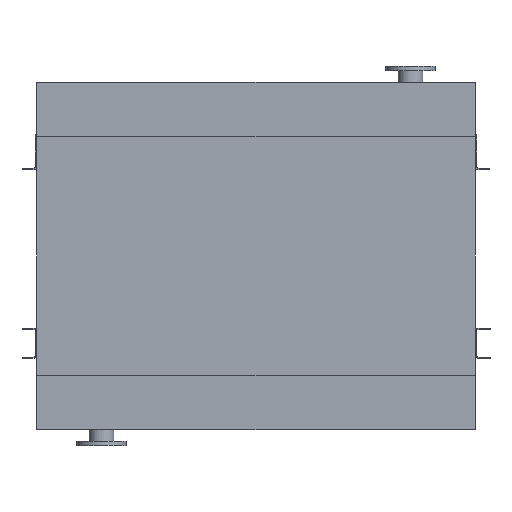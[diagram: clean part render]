
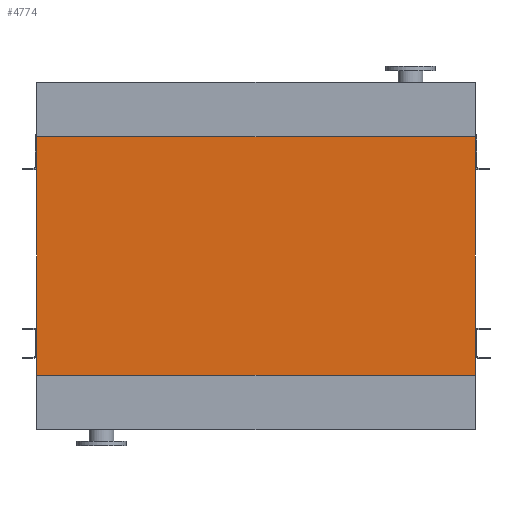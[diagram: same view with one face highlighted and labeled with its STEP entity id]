
A CAD part, front view. The second image highlights one B-rep face of the part: STEP entity #4774.
In plain terms, the highlighted planar face has unit normal (0, -1, 0).
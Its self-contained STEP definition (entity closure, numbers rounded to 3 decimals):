
#178 = VECTOR ( 'NONE', #9510, 1000. ) ;
#836 = EDGE_LOOP ( 'NONE', ( #7036, #8846, #4768, #1330 ) ) ;
#1330 = ORIENTED_EDGE ( 'NONE', *, *, #10300, .T. ) ;
#2305 = CARTESIAN_POINT ( 'NONE',  ( 965., 0., -1050. ) ) ;
#2362 = EDGE_CURVE ( 'NONE', #3806, #12517, #7371, .T. ) ;
#2570 = FACE_OUTER_BOUND ( 'NONE', #836, .T. ) ;
#3404 = DIRECTION ( 'NONE',  ( 1., 0., 0. ) ) ;
#3693 = DIRECTION ( 'NONE',  ( 0., -1., 0. ) ) ;
#3806 = VERTEX_POINT ( 'NONE', #12016 ) ;
#4335 = LINE ( 'NONE', #12286, #11019 ) ;
#4745 = EDGE_CURVE ( 'NONE', #12517, #5688, #11761, .T. ) ;
#4762 = CARTESIAN_POINT ( 'NONE',  ( -965., 0., 0. ) ) ;
#4768 = ORIENTED_EDGE ( 'NONE', *, *, #5320, .T. ) ;
#4774 = ADVANCED_FACE ( 'NONE', ( #2570 ), #9708, .T. ) ;
#5320 = EDGE_CURVE ( 'NONE', #3806, #7399, #4335, .T. ) ;
#5456 = AXIS2_PLACEMENT_3D ( 'NONE', #8647, #3693, #10705 ) ;
#5688 = VERTEX_POINT ( 'NONE', #7068 ) ;
#6976 = LINE ( 'NONE', #7852, #9470 ) ;
#7036 = ORIENTED_EDGE ( 'NONE', *, *, #4745, .F. ) ;
#7068 = CARTESIAN_POINT ( 'NONE',  ( 965., 0., 0. ) ) ;
#7371 = LINE ( 'NONE', #9247, #178 ) ;
#7399 = VERTEX_POINT ( 'NONE', #2305 ) ;
#7852 = CARTESIAN_POINT ( 'NONE',  ( 965., 0., -1050. ) ) ;
#8016 = VECTOR ( 'NONE', #9779, 1000. ) ;
#8485 = CARTESIAN_POINT ( 'NONE',  ( -965., 0., 0. ) ) ;
#8647 = CARTESIAN_POINT ( 'NONE',  ( -965., 0., -1050. ) ) ;
#8846 = ORIENTED_EDGE ( 'NONE', *, *, #2362, .F. ) ;
#8978 = DIRECTION ( 'NONE',  ( 0., 0., 1. ) ) ;
#9247 = CARTESIAN_POINT ( 'NONE',  ( -965., 0., -1050. ) ) ;
#9470 = VECTOR ( 'NONE', #8978, 1000. ) ;
#9510 = DIRECTION ( 'NONE',  ( 0., 0., 1. ) ) ;
#9708 = PLANE ( 'NONE',  #5456 ) ;
#9779 = DIRECTION ( 'NONE',  ( 1., 0., 0. ) ) ;
#10300 = EDGE_CURVE ( 'NONE', #7399, #5688, #6976, .T. ) ;
#10705 = DIRECTION ( 'NONE',  ( 0., 0., -1. ) ) ;
#11019 = VECTOR ( 'NONE', #3404, 1000. ) ;
#11761 = LINE ( 'NONE', #4762, #8016 ) ;
#12016 = CARTESIAN_POINT ( 'NONE',  ( -965., 0., -1050. ) ) ;
#12286 = CARTESIAN_POINT ( 'NONE',  ( -965., 0., -1050. ) ) ;
#12517 = VERTEX_POINT ( 'NONE', #8485 ) ;
